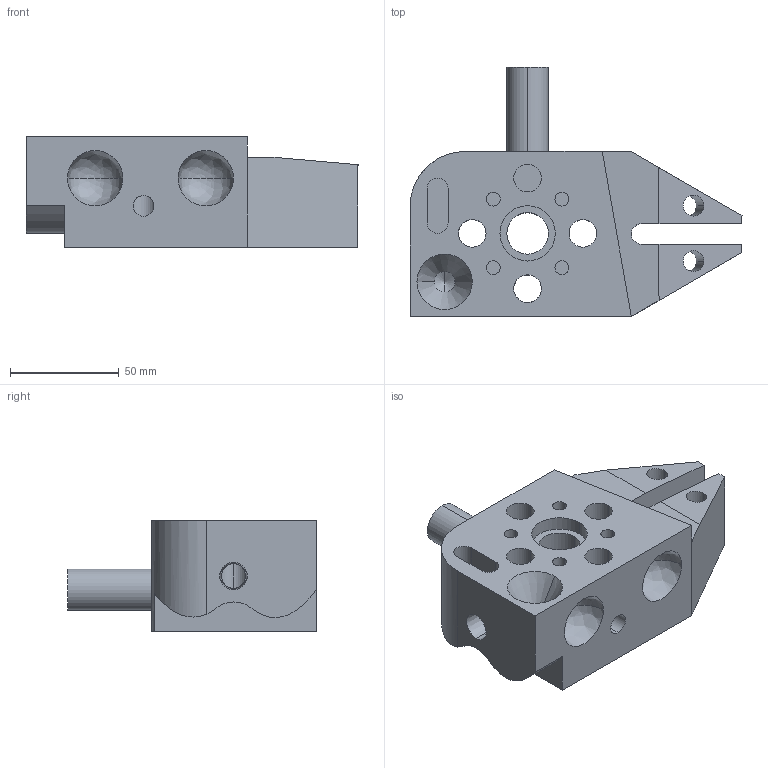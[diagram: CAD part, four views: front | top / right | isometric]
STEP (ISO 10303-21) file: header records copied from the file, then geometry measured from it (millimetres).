
FILE_DESCRIPTION (( 'STEP AP203' ), '1' );
FILE_NAME ('geowidget-with-wave.STEP', '2019-04-08T18:37:32', ( '' ), ( '' ), 'SwSTEP 2.0', 'SolidWorks 2016', '' );
FILE_SCHEMA (( 'CONFIG_CONTROL_DESIGN' ));
Length unit declared in the file: inch
Products named in the file (1): geowidget-with-wave
Bounding box: 152.4 x 114.3 x 50.8 mm (x, y, z)
Volume: 389000.6 mm3; surface area: 60472.1 mm2
Topology: 1 solids, 1 shells, 79 faces, 205 edges, 132 vertices
Faces by surface type: cylinder 39, plane 28, bspline 6, cone 6
Entity records: 2739 total; most frequent: CARTESIAN_POINT 696, DIRECTION 416, ORIENTED_EDGE 398, EDGE_CURVE 199, AXIS2_PLACEMENT_3D 160, VERTEX_POINT 132, EDGE_LOOP 105, VECTOR 96
